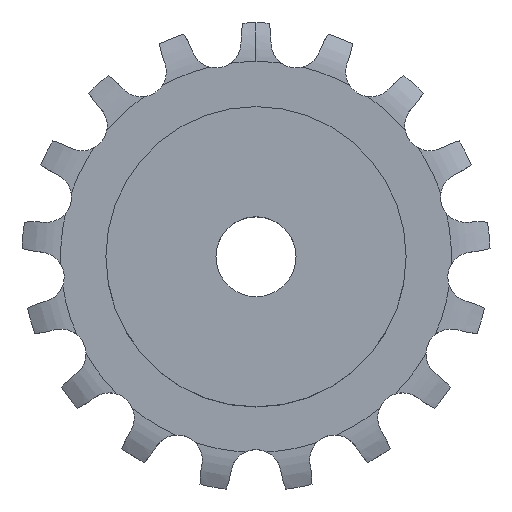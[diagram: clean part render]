
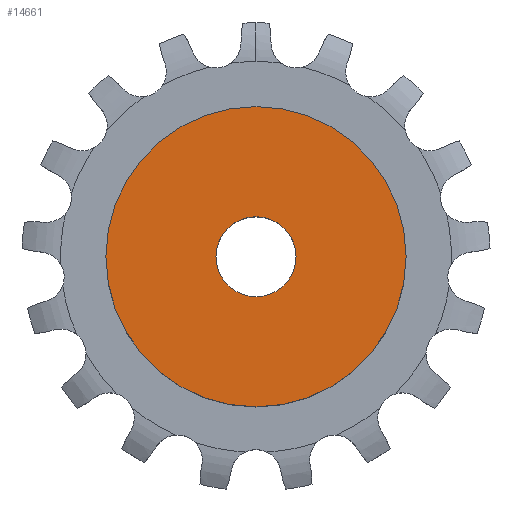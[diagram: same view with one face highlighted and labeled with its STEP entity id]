
A CAD part, top view. The second image highlights one B-rep face of the part: STEP entity #14661.
In plain terms, the highlighted planar face has unit normal (0, 0, 1).
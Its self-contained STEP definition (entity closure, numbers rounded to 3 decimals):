
#3839 = CYLINDRICAL_SURFACE('',#3840,15.);
#3840 = AXIS2_PLACEMENT_3D('',#3841,#3842,#3843);
#3841 = CARTESIAN_POINT('',(0.,0.,0.));
#3842 = DIRECTION('',(-0.,-0.,-1.));
#3843 = DIRECTION('',(1.,0.,0.));
#11660 = CYLINDRICAL_SURFACE('',#11661,4.);
#11661 = AXIS2_PLACEMENT_3D('',#11662,#11663,#11664);
#11662 = CARTESIAN_POINT('',(0.,0.,68.302));
#11663 = DIRECTION('',(0.,0.,1.));
#11664 = DIRECTION('',(1.,0.,-0.));
#13611 = VERTEX_POINT('',#13612);
#13612 = CARTESIAN_POINT('',(15.,0.,14.));
#13633 = EDGE_CURVE('',#13611,#13611,#13634,.T.);
#13634 = SURFACE_CURVE('',#13635,(#13640,#13647),.PCURVE_S1.);
#13635 = CIRCLE('',#13636,15.);
#13636 = AXIS2_PLACEMENT_3D('',#13637,#13638,#13639);
#13637 = CARTESIAN_POINT('',(0.,0.,14.));
#13638 = DIRECTION('',(0.,0.,1.));
#13639 = DIRECTION('',(1.,0.,0.));
#13640 = PCURVE('',#3839,#13641);
#13641 = DEFINITIONAL_REPRESENTATION('',(#13642),#13646);
#13642 = LINE('',#13643,#13644);
#13643 = CARTESIAN_POINT('',(-0.,-14.));
#13644 = VECTOR('',#13645,1.);
#13645 = DIRECTION('',(-1.,0.));
#13646 = ( GEOMETRIC_REPRESENTATION_CONTEXT(2) 
PARAMETRIC_REPRESENTATION_CONTEXT() REPRESENTATION_CONTEXT('2D SPACE',''
  ) );
#13647 = PCURVE('',#13648,#13653);
#13648 = PLANE('',#13649);
#13649 = AXIS2_PLACEMENT_3D('',#13650,#13651,#13652);
#13650 = CARTESIAN_POINT('',(0.,0.,14.));
#13651 = DIRECTION('',(-0.,0.,1.));
#13652 = DIRECTION('',(0.,-1.,0.));
#13653 = DEFINITIONAL_REPRESENTATION('',(#13654),#13658);
#13654 = CIRCLE('',#13655,15.);
#13655 = AXIS2_PLACEMENT_2D('',#13656,#13657);
#13656 = CARTESIAN_POINT('',(0.,0.));
#13657 = DIRECTION('',(0.,1.));
#13658 = ( GEOMETRIC_REPRESENTATION_CONTEXT(2) 
PARAMETRIC_REPRESENTATION_CONTEXT() REPRESENTATION_CONTEXT('2D SPACE',''
  ) );
#14615 = EDGE_CURVE('',#14616,#14616,#14618,.T.);
#14616 = VERTEX_POINT('',#14617);
#14617 = CARTESIAN_POINT('',(4.,0.,14.));
#14618 = SURFACE_CURVE('',#14619,(#14624,#14631),.PCURVE_S1.);
#14619 = CIRCLE('',#14620,4.);
#14620 = AXIS2_PLACEMENT_3D('',#14621,#14622,#14623);
#14621 = CARTESIAN_POINT('',(0.,0.,14.));
#14622 = DIRECTION('',(0.,0.,1.));
#14623 = DIRECTION('',(1.,0.,-0.));
#14624 = PCURVE('',#11660,#14625);
#14625 = DEFINITIONAL_REPRESENTATION('',(#14626),#14630);
#14626 = LINE('',#14627,#14628);
#14627 = CARTESIAN_POINT('',(0.,-54.302));
#14628 = VECTOR('',#14629,1.);
#14629 = DIRECTION('',(1.,0.));
#14630 = ( GEOMETRIC_REPRESENTATION_CONTEXT(2) 
PARAMETRIC_REPRESENTATION_CONTEXT() REPRESENTATION_CONTEXT('2D SPACE',''
  ) );
#14631 = PCURVE('',#13648,#14632);
#14632 = DEFINITIONAL_REPRESENTATION('',(#14633),#14637);
#14633 = CIRCLE('',#14634,4.);
#14634 = AXIS2_PLACEMENT_2D('',#14635,#14636);
#14635 = CARTESIAN_POINT('',(0.,0.));
#14636 = DIRECTION('',(0.,1.));
#14637 = ( GEOMETRIC_REPRESENTATION_CONTEXT(2) 
PARAMETRIC_REPRESENTATION_CONTEXT() REPRESENTATION_CONTEXT('2D SPACE',''
  ) );
#14661 = ADVANCED_FACE('',(#14662,#14665),#13648,.T.);
#14662 = FACE_BOUND('',#14663,.T.);
#14663 = EDGE_LOOP('',(#14664));
#14664 = ORIENTED_EDGE('',*,*,#13633,.T.);
#14665 = FACE_BOUND('',#14666,.T.);
#14666 = EDGE_LOOP('',(#14667));
#14667 = ORIENTED_EDGE('',*,*,#14615,.F.);
